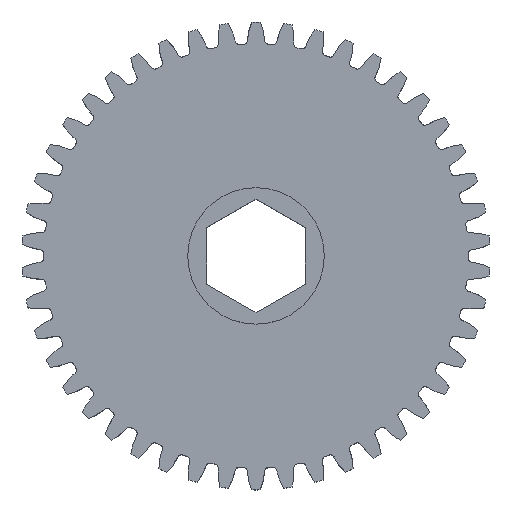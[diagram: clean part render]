
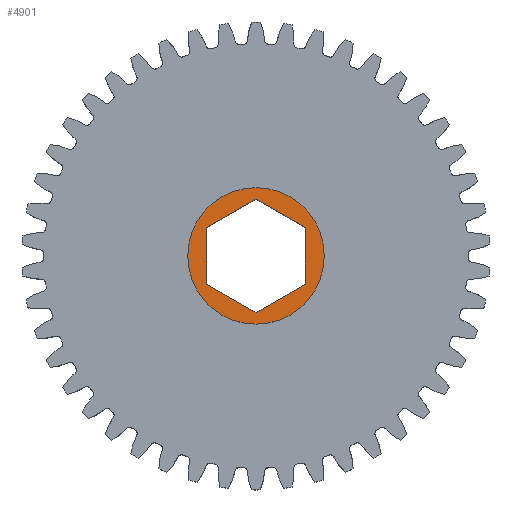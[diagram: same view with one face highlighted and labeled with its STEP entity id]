
A CAD part, top view. The second image highlights one B-rep face of the part: STEP entity #4901.
In plain terms, the highlighted planar face has unit normal (0, 0, 1).
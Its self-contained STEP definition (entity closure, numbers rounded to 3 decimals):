
#347 = EDGE_CURVE ( 'NONE', #14603, #6370, #12381, .T. ) ;
#722 = VERTEX_POINT ( 'NONE', #15274 ) ;
#810 = DIRECTION ( 'NONE',  ( 0., 0., -1. ) ) ;
#1491 = LINE ( 'NONE', #3213, #13139 ) ;
#1786 = ORIENTED_EDGE ( 'NONE', *, *, #7695, .T. ) ;
#2031 = AXIS2_PLACEMENT_3D ( 'NONE', #2745, #17227, #13222 ) ;
#2417 = EDGE_LOOP ( 'NONE', ( #8708, #9712 ) ) ;
#2593 = CARTESIAN_POINT ( 'NONE',  ( 0., -7.376, 6.3 ) ) ;
#2745 = CARTESIAN_POINT ( 'NONE',  ( 0., 0., 6.3 ) ) ;
#3213 = CARTESIAN_POINT ( 'NONE',  ( -6.388, 3.688, 6.3 ) ) ;
#3215 = VECTOR ( 'NONE', #9669, 1000. ) ;
#3261 = ORIENTED_EDGE ( 'NONE', *, *, #16174, .T. ) ;
#4206 = CARTESIAN_POINT ( 'NONE',  ( -6.388, -3.688, 6.3 ) ) ;
#4265 = EDGE_CURVE ( 'NONE', #722, #7452, #12136, .T. ) ;
#4266 = AXIS2_PLACEMENT_3D ( 'NONE', #14206, #14264, #6298 ) ;
#4451 = EDGE_LOOP ( 'NONE', ( #1786, #12623, #3261, #7757, #13380, #8179 ) ) ;
#4901 = ADVANCED_FACE ( 'NONE', ( #15251, #16081 ), #11832, .F. ) ;
#5115 = CARTESIAN_POINT ( 'NONE',  ( -6.388, 3.688, 6.3 ) ) ;
#5860 = CARTESIAN_POINT ( 'NONE',  ( 6.388, -3.688, 6.3 ) ) ;
#6121 = EDGE_CURVE ( 'NONE', #10930, #14603, #14611, .T. ) ;
#6124 = VERTEX_POINT ( 'NONE', #5115 ) ;
#6156 = DIRECTION ( 'NONE',  ( 0., 1., 0. ) ) ;
#6298 = DIRECTION ( 'NONE',  ( 0., 1., 0. ) ) ;
#6370 = VERTEX_POINT ( 'NONE', #2593 ) ;
#7063 = DIRECTION ( 'NONE',  ( 0., 1., 0. ) ) ;
#7349 = CARTESIAN_POINT ( 'NONE',  ( 0., 7.376, 6.3 ) ) ;
#7449 = VECTOR ( 'NONE', #13424, 1000. ) ;
#7452 = VERTEX_POINT ( 'NONE', #15557 ) ;
#7695 = EDGE_CURVE ( 'NONE', #12622, #6124, #11079, .T. ) ;
#7757 = ORIENTED_EDGE ( 'NONE', *, *, #6121, .T. ) ;
#8092 = CARTESIAN_POINT ( 'NONE',  ( 0., -7.376, 6.3 ) ) ;
#8179 = ORIENTED_EDGE ( 'NONE', *, *, #16368, .T. ) ;
#8708 = ORIENTED_EDGE ( 'NONE', *, *, #4265, .F. ) ;
#9044 = CARTESIAN_POINT ( 'NONE',  ( -6.388, -3.688, 6.3 ) ) ;
#9669 = DIRECTION ( 'NONE',  ( -0.866, -0.5, 0. ) ) ;
#9712 = ORIENTED_EDGE ( 'NONE', *, *, #12285, .F. ) ;
#10784 = EDGE_CURVE ( 'NONE', #6124, #15943, #1491, .T. ) ;
#10930 = VERTEX_POINT ( 'NONE', #13486 ) ;
#10976 = LINE ( 'NONE', #8092, #7449 ) ;
#11079 = LINE ( 'NONE', #4206, #16472 ) ;
#11505 = AXIS2_PLACEMENT_3D ( 'NONE', #16618, #810, #6156 ) ;
#11832 = PLANE ( 'NONE',  #2031 ) ;
#12119 = VECTOR ( 'NONE', #14455, 1000. ) ;
#12136 = CIRCLE ( 'NONE', #11505, 8.89 ) ;
#12285 = EDGE_CURVE ( 'NONE', #7452, #722, #16782, .T. ) ;
#12381 = LINE ( 'NONE', #13553, #3215 ) ;
#12622 = VERTEX_POINT ( 'NONE', #9044 ) ;
#12623 = ORIENTED_EDGE ( 'NONE', *, *, #10784, .T. ) ;
#13041 = VECTOR ( 'NONE', #17256, 1000. ) ;
#13139 = VECTOR ( 'NONE', #15194, 1000. ) ;
#13222 = DIRECTION ( 'NONE',  ( 0., 1., 0. ) ) ;
#13380 = ORIENTED_EDGE ( 'NONE', *, *, #347, .T. ) ;
#13424 = DIRECTION ( 'NONE',  ( -0.866, 0.5, 0. ) ) ;
#13486 = CARTESIAN_POINT ( 'NONE',  ( 6.388, 3.688, 6.3 ) ) ;
#13553 = CARTESIAN_POINT ( 'NONE',  ( 6.388, -3.688, 6.3 ) ) ;
#13667 = LINE ( 'NONE', #16758, #13041 ) ;
#14206 = CARTESIAN_POINT ( 'NONE',  ( 0., 0., 6.3 ) ) ;
#14264 = DIRECTION ( 'NONE',  ( 0., 0., -1. ) ) ;
#14455 = DIRECTION ( 'NONE',  ( 0., -1., 0. ) ) ;
#14603 = VERTEX_POINT ( 'NONE', #5860 ) ;
#14611 = LINE ( 'NONE', #16631, #12119 ) ;
#15194 = DIRECTION ( 'NONE',  ( 0.866, 0.5, 0. ) ) ;
#15251 = FACE_BOUND ( 'NONE', #4451, .T. ) ;
#15274 = CARTESIAN_POINT ( 'NONE',  ( 0., 8.89, 6.3 ) ) ;
#15557 = CARTESIAN_POINT ( 'NONE',  ( 0., -8.89, 6.3 ) ) ;
#15943 = VERTEX_POINT ( 'NONE', #7349 ) ;
#16081 = FACE_OUTER_BOUND ( 'NONE', #2417, .T. ) ;
#16174 = EDGE_CURVE ( 'NONE', #15943, #10930, #13667, .T. ) ;
#16368 = EDGE_CURVE ( 'NONE', #6370, #12622, #10976, .T. ) ;
#16472 = VECTOR ( 'NONE', #7063, 1000. ) ;
#16618 = CARTESIAN_POINT ( 'NONE',  ( 0., 0., 6.3 ) ) ;
#16631 = CARTESIAN_POINT ( 'NONE',  ( 6.388, 3.688, 6.3 ) ) ;
#16758 = CARTESIAN_POINT ( 'NONE',  ( 0., 7.376, 6.3 ) ) ;
#16782 = CIRCLE ( 'NONE', #4266, 8.89 ) ;
#17227 = DIRECTION ( 'NONE',  ( 0., 0., -1. ) ) ;
#17256 = DIRECTION ( 'NONE',  ( 0.866, -0.5, 0. ) ) ;
